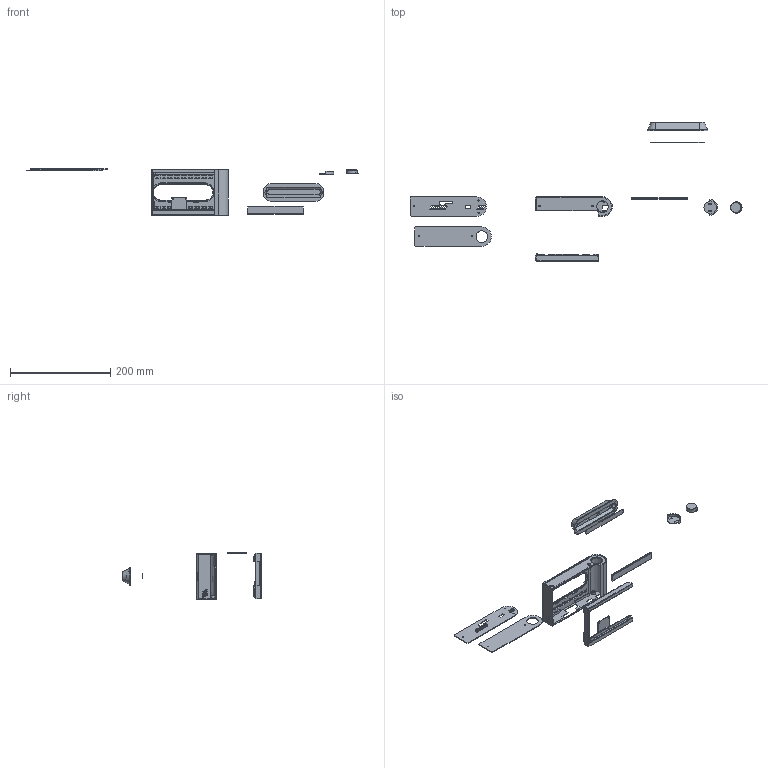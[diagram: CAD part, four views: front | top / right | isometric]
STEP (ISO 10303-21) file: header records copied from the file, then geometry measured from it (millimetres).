
FILE_DESCRIPTION(/* description */ (''),/* implementation_level */ '2;1');
FILE_NAME(/* name */ 'allComponents.step',/* time_stamp */ '2026-01-02T13:17:25+01:00',/* author */ (''),/* organization */ (''),/* preprocessor_version */ 'ST-DEVELOPER v20.1',/* originating_system */ 'Autodesk Translation Framework v14.21.0.0',/* authorisation */ '');
FILE_SCHEMA (('AUTOMOTIVE_DESIGN { 1 0 10303 214 3 1 1 }'));
Length unit declared in the file: millimetre
Products named in the file (14): camera; cameraHold; Component2; Component6; Component7; Component9; Component13; Component14; topPlate; bottomPlate; button; button (1); ButtonPlug; Component8
Assembly tree (13 placements, depth 4):
  camera
    cameraHold
    Component2
      Component6
      Component7
      Component9
        Component13
        Component14
        topPlate
        bottomPlate
    button
    button (1)
      ButtonPlug
      Component8
Bounding box: 660.93 x 277.5 x 92.6 mm (x, y, z)
Volume: 123200.2 mm3; surface area: 116913.9 mm2
Topology: 9 solids, 9 shells, 695 faces, 1866 edges, 1233 vertices
Faces by surface type: plane 594, cylinder 88, cone 11, bspline 2
Full cylindrical faces by diameter (mm): 1.5 x3, 2.4 x5, 3 x5, 7 x5, 7.5 x1, 21 x1, 23 x2
Entity records: 22008 total; most frequent: CARTESIAN_POINT 3843, ORIENTED_EDGE 3732, DIRECTION 3519, EDGE_CURVE 1866, LINE 1641, VECTOR 1641, VERTEX_POINT 1233, AXIS2_PLACEMENT_3D 939
